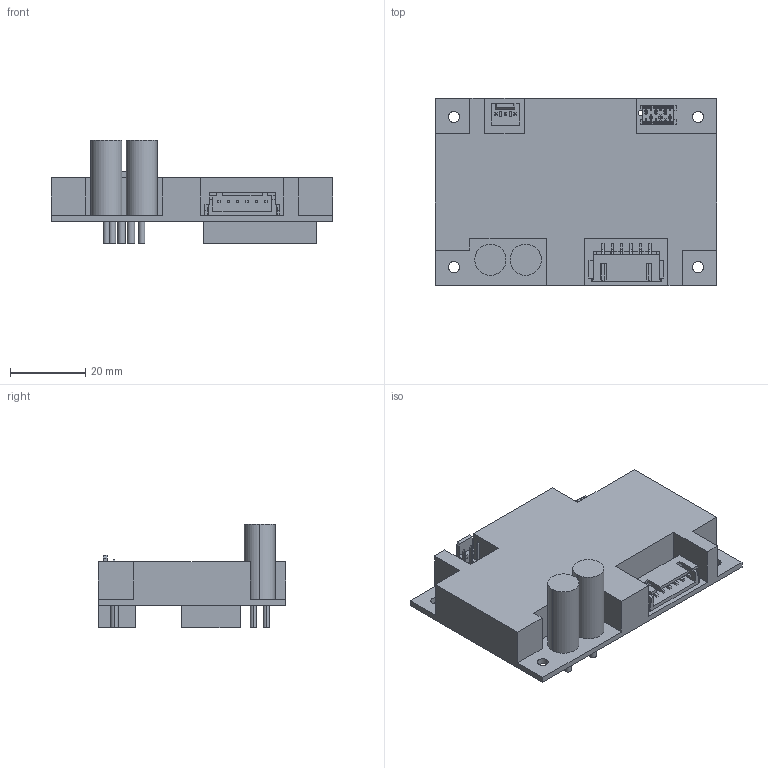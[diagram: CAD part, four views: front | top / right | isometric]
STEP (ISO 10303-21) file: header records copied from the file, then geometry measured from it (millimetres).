
FILE_DESCRIPTION((''),'2;1');
FILE_NAME('DEMO_3D_ASM','2021-01-13T',('LIHUI.SHAO'),(''),'CREO PARAMETRIC BY PTC INC, 2015080','CREO PARAMETRIC BY PTC INC, 2015080','');
FILE_SCHEMA(('CONFIG_CONTROL_DESIGN'));
Length unit declared in the file: millimetre
Products named in the file (7): BOARD_1_1; PCB_1_ASM_1_ASM; 022272031_1_1; PRT0005_1; S6B-XH-SM4-TB_1; ASM0001_ASM_1_ASM; DEMO_3D_ASM
Assembly tree (6 placements, depth 4):
  DEMO_3D_ASM
    ASM0001_ASM_1_ASM
      PCB_1_ASM_1_ASM
        BOARD_1_1
      022272031_1_1
      PRT0005_1
      S6B-XH-SM4-TB_1
Bounding box: 75 x 50 x 27.6 mm (x, y, z)
Volume: 38494.2 mm3; surface area: 14938.6 mm2
Topology: 3 solids, 8 shells, 978 faces, 2683 edges, 1786 vertices
Faces by surface type: plane 799, cylinder 179
Entity records: 30962 total; most frequent: CARTESIAN_POINT 5466, ORIENTED_EDGE 5362, DIRECTION 5080, EDGE_CURVE 2683, VECTOR 2276, LINE 2276, VERTEX_POINT 1786, AXIS2_PLACEMENT_3D 1402
